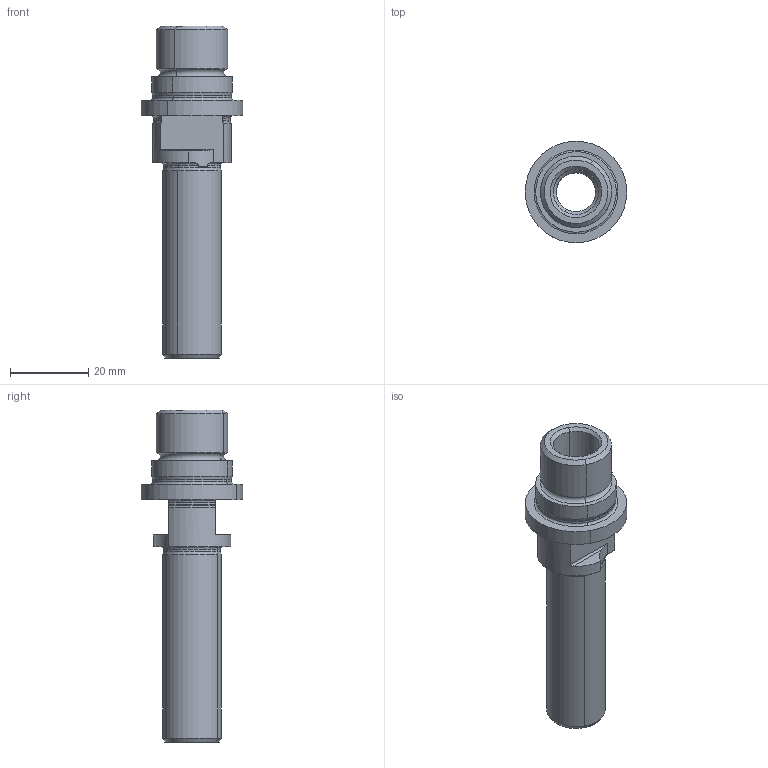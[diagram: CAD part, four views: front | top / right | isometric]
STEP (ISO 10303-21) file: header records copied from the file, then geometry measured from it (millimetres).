
FILE_DESCRIPTION(('CATIA V5 STEP Exchange'),'2;1');
FILE_NAME('RMF27027-10,000F7X040,00X15,000G6X050,00.stp','2019-10-01T15:37:32+00:00',('none'),('none'),'CATIA Version 5 Release 20 GA (IN-10)','CATIA V5 STEP AP203','none');
FILE_SCHEMA(('CONFIG_CONTROL_DESIGN'));
Length unit declared in the file: millimetre
Products named in the file (1): RMF27027-10,000F7X040,00X15,000G6X050,00
Bounding box: 25.99 x 25.99 x 85 mm (x, y, z)
Volume: 11137 mm3; surface area: 8368.5 mm2
Topology: 1 solids, 1 shells, 70 faces, 167 edges, 102 vertices
Faces by surface type: cylinder 25, cone 16, torus 16, plane 13
Entity records: 1918 total; most frequent: CARTESIAN_POINT 429, ORIENTED_EDGE 334, DIRECTION 225, EDGE_CURVE 167, AXIS2_PLACEMENT_3D 132, VERTEX_POINT 102, CIRCLE 92, EDGE_LOOP 75
